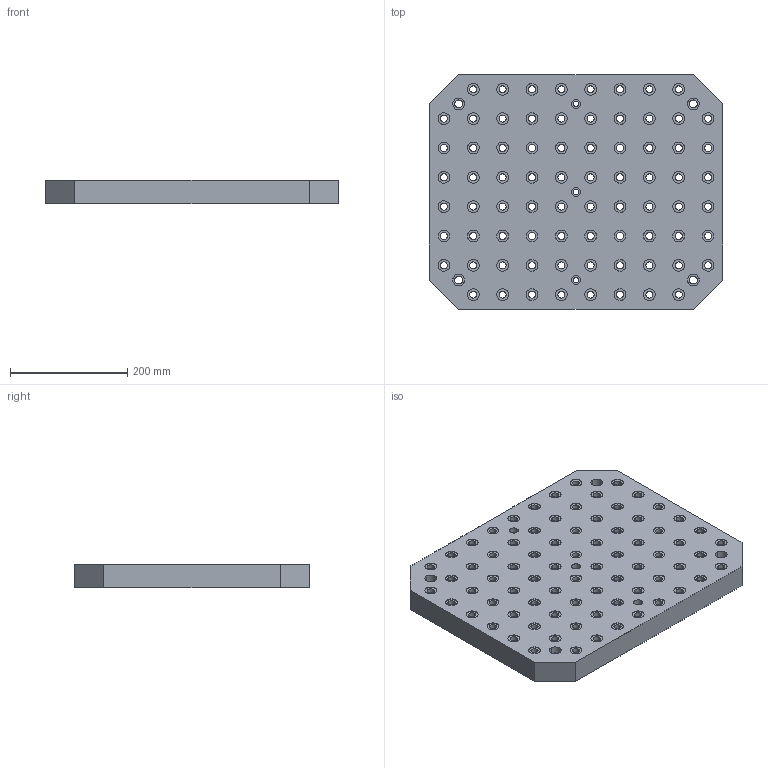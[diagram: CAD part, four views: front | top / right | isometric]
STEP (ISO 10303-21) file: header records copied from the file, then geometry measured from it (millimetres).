
FILE_DESCRIPTION(('STEP AP214'),'1');
FILE_NAME('HALDERV_EH_1500_300.stp','2017-08-29T05:55:44',('TraceParts'),('TraceParts S.A.'),'Spatial InterOp 3D',' ',' ');
FILE_SCHEMA(('automotive_design'));
Length unit declared in the file: millimetre
Products named in the file (1): HALDERV_EH_1500_300
Bounding box: 500 x 400 x 40 mm (x, y, z)
Volume: 7390838.5 mm3; surface area: 567921.6 mm2
Topology: 1 solids, 1 shells, 434 faces, 1038 edges, 692 vertices
Faces by surface type: cylinder 338, plane 96
Entity records: 16806 total; most frequent: DIRECTION 2584, CARTESIAN_POINT 2165, ORIENTED_EDGE 2076, AXIS2_PLACEMENT_3D 1111, EDGE_CURVE 1038, VERTEX_POINT 692, EDGE_LOOP 686, CIRCLE 676
